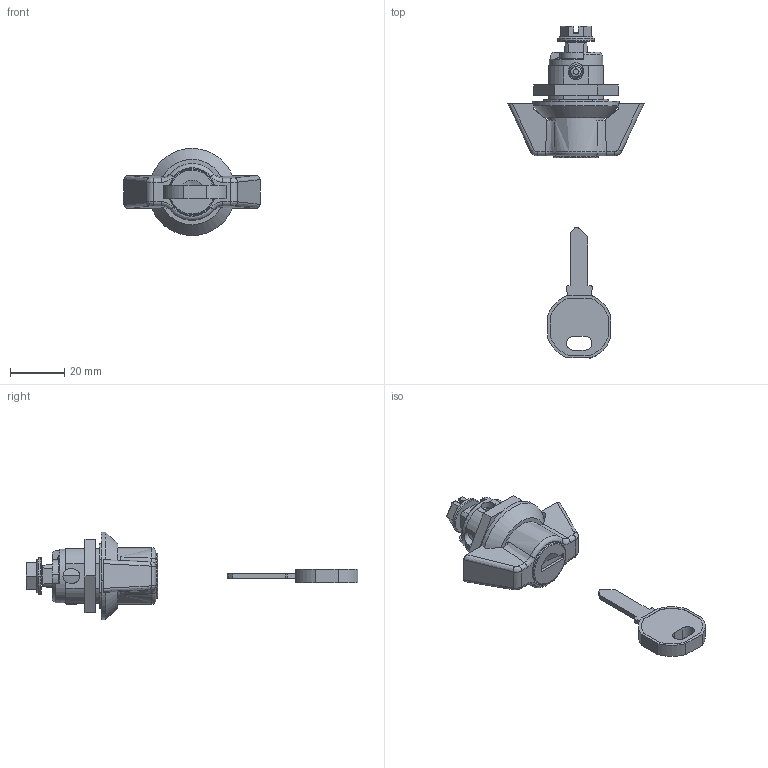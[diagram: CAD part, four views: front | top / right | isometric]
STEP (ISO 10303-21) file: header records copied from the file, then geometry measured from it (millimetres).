
FILE_DESCRIPTION((''),'2;1');
FILE_NAME('','2006-11-15T13:51:35',(''),(''),'','CADfix','');
FILE_SCHEMA(('AUTOMOTIVE_DESIGN'));
Length unit declared in the file: millimetre
Products named in the file (6): nut; lock; key; housing; handle; TEA_1000_U237_6124_36
Assembly tree (5 placements, depth 2):
  TEA_1000_U237_6124_36
    nut
    lock
    key
    housing
    handle
Bounding box: 50 x 121.91 x 32 mm (x, y, z)
Volume: 21783.5 mm3; surface area: 13293.5 mm2
Topology: 5 solids, 5 shells, 319 faces, 883 edges, 586 vertices
Faces by surface type: bspline 319
Entity records: 11759 total; most frequent: CARTESIAN_POINT 6741, ORIENTED_EDGE 1766, EDGE_CURVE 883, VERTEX_POINT 586, QUASI_UNIFORM_CURVE 439, EDGE_LOOP 345, FACE_OUTER_BOUND 319, ADVANCED_FACE 319
